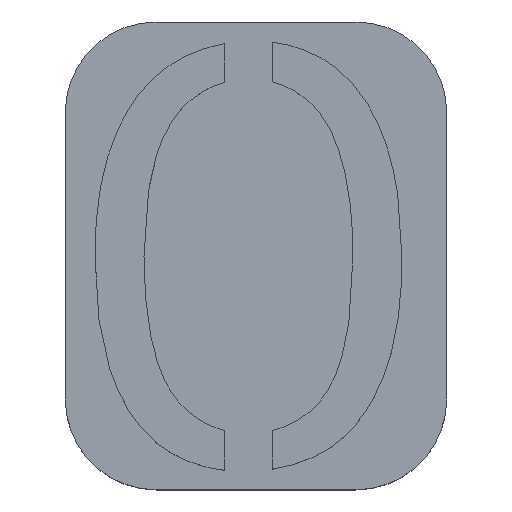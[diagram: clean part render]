
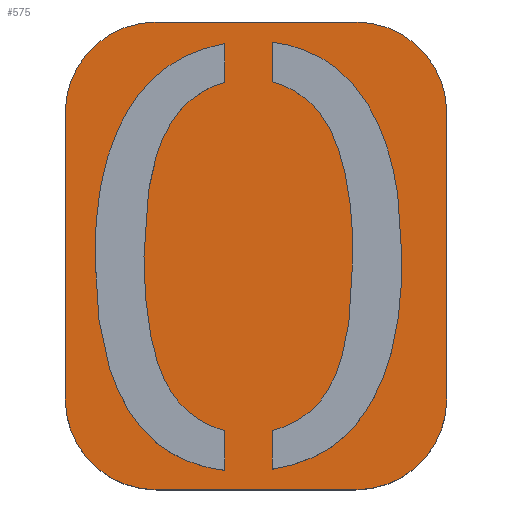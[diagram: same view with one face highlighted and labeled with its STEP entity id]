
A CAD part, top view. The second image highlights one B-rep face of the part: STEP entity #575.
In plain terms, the highlighted planar face has unit normal (0, 0, 1).
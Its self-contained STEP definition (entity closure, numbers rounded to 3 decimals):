
#11 = VERTEX_POINT ( 'NONE', #415 ) ;
#30 = CARTESIAN_POINT ( 'NONE',  ( 6.4, 0., 2.6 ) ) ;
#44 = ORIENTED_EDGE ( 'NONE', *, *, #153, .T. ) ;
#58 = DIRECTION ( 'NONE',  ( -1., 0., 0. ) ) ;
#60 = ORIENTED_EDGE ( 'NONE', *, *, #110, .T. ) ;
#67 = DIRECTION ( 'NONE',  ( 0., 1., 0. ) ) ;
#72 = CARTESIAN_POINT ( 'NONE',  ( 2., 0., 2.6 ) ) ;
#74 = EDGE_CURVE ( 'NONE', #432, #576, #876, .T. ) ;
#82 = CARTESIAN_POINT ( 'NONE',  ( 0., 0., 2.6 ) ) ;
#110 = EDGE_CURVE ( 'NONE', #799, #568, #333, .T. ) ;
#120 = ORIENTED_EDGE ( 'NONE', *, *, #391, .T. ) ;
#121 = ORIENTED_EDGE ( 'NONE', *, *, #789, .T. ) ;
#123 = LINE ( 'NONE', #82, #254 ) ;
#129 = AXIS2_PLACEMENT_3D ( 'NONE', #434, #578, #875 ) ;
#153 = EDGE_CURVE ( 'NONE', #666, #413, #166, .T. ) ;
#154 = ORIENTED_EDGE ( 'NONE', *, *, #763, .T. ) ;
#157 = AXIS2_PLACEMENT_3D ( 'NONE', #838, #392, #263 ) ;
#166 = LINE ( 'NONE', #833, #283 ) ;
#222 = DIRECTION ( 'NONE',  ( 1., 0., 0. ) ) ;
#227 = CARTESIAN_POINT ( 'NONE',  ( 0., 8.3, 2.6 ) ) ;
#242 = DIRECTION ( 'NONE',  ( 0., 0., 1. ) ) ;
#254 = VECTOR ( 'NONE', #222, 1000. ) ;
#255 = DIRECTION ( 'NONE',  ( -1., 0., 0. ) ) ;
#263 = DIRECTION ( 'NONE',  ( -1., 0., 0. ) ) ;
#268 = LINE ( 'NONE', #553, #412 ) ;
#283 = VECTOR ( 'NONE', #760, 1000. ) ;
#330 = CIRCLE ( 'NONE', #157, 2. ) ;
#332 = CARTESIAN_POINT ( 'NONE',  ( 2., 8.3, 2.6 ) ) ;
#333 = CIRCLE ( 'NONE', #358, 2. ) ;
#346 = LINE ( 'NONE', #623, #632 ) ;
#352 = ORIENTED_EDGE ( 'NONE', *, *, #74, .T. ) ;
#354 = DIRECTION ( 'NONE',  ( 0., 0., 1. ) ) ;
#358 = AXIS2_PLACEMENT_3D ( 'NONE', #878, #429, #58 ) ;
#391 = EDGE_CURVE ( 'NONE', #413, #931, #487, .T. ) ;
#392 = DIRECTION ( 'NONE',  ( 0., 0., 1. ) ) ;
#412 = VECTOR ( 'NONE', #67, 1000. ) ;
#413 = VERTEX_POINT ( 'NONE', #835 ) ;
#415 = CARTESIAN_POINT ( 'NONE',  ( 8.4, 8.3, 2.6 ) ) ;
#422 = CARTESIAN_POINT ( 'NONE',  ( 6.4, 2., 2.6 ) ) ;
#429 = DIRECTION ( 'NONE',  ( 0., 0., 1. ) ) ;
#432 = VERTEX_POINT ( 'NONE', #30 ) ;
#434 = CARTESIAN_POINT ( 'NONE',  ( 0., 0., 2.6 ) ) ;
#440 = EDGE_LOOP ( 'NONE', ( #504, #60, #121, #352, #154, #703, #44, #120 ) ) ;
#443 = EDGE_CURVE ( 'NONE', #931, #799, #346, .T. ) ;
#459 = AXIS2_PLACEMENT_3D ( 'NONE', #422, #354, #490 ) ;
#487 = CIRCLE ( 'NONE', #614, 2. ) ;
#490 = DIRECTION ( 'NONE',  ( -1., 0., 0. ) ) ;
#504 = ORIENTED_EDGE ( 'NONE', *, *, #443, .T. ) ;
#553 = CARTESIAN_POINT ( 'NONE',  ( 8.4, 0., 2.6 ) ) ;
#563 = PLANE ( 'NONE',  #129 ) ;
#568 = VERTEX_POINT ( 'NONE', #72 ) ;
#575 = ADVANCED_FACE ( 'NONE', ( #946 ), #563, .F. ) ;
#576 = VERTEX_POINT ( 'NONE', #807 ) ;
#578 = DIRECTION ( 'NONE',  ( 0., 0., -1. ) ) ;
#614 = AXIS2_PLACEMENT_3D ( 'NONE', #332, #242, #255 ) ;
#623 = CARTESIAN_POINT ( 'NONE',  ( 0., 0., 2.6 ) ) ;
#632 = VECTOR ( 'NONE', #926, 1000. ) ;
#665 = CARTESIAN_POINT ( 'NONE',  ( 6.4, 10.3, 2.6 ) ) ;
#666 = VERTEX_POINT ( 'NONE', #665 ) ;
#703 = ORIENTED_EDGE ( 'NONE', *, *, #903, .T. ) ;
#740 = CARTESIAN_POINT ( 'NONE',  ( 0., 2., 2.6 ) ) ;
#760 = DIRECTION ( 'NONE',  ( -1., 0., 0. ) ) ;
#763 = EDGE_CURVE ( 'NONE', #576, #11, #268, .T. ) ;
#789 = EDGE_CURVE ( 'NONE', #568, #432, #123, .T. ) ;
#799 = VERTEX_POINT ( 'NONE', #740 ) ;
#807 = CARTESIAN_POINT ( 'NONE',  ( 8.4, 2., 2.6 ) ) ;
#833 = CARTESIAN_POINT ( 'NONE',  ( 0., 10.3, 2.6 ) ) ;
#835 = CARTESIAN_POINT ( 'NONE',  ( 2., 10.3, 2.6 ) ) ;
#838 = CARTESIAN_POINT ( 'NONE',  ( 6.4, 8.3, 2.6 ) ) ;
#875 = DIRECTION ( 'NONE',  ( -1., 0., 0. ) ) ;
#876 = CIRCLE ( 'NONE', #459, 2. ) ;
#878 = CARTESIAN_POINT ( 'NONE',  ( 2., 2., 2.6 ) ) ;
#903 = EDGE_CURVE ( 'NONE', #11, #666, #330, .T. ) ;
#926 = DIRECTION ( 'NONE',  ( 0., -1., 0. ) ) ;
#931 = VERTEX_POINT ( 'NONE', #227 ) ;
#946 = FACE_OUTER_BOUND ( 'NONE', #440, .T. ) ;
